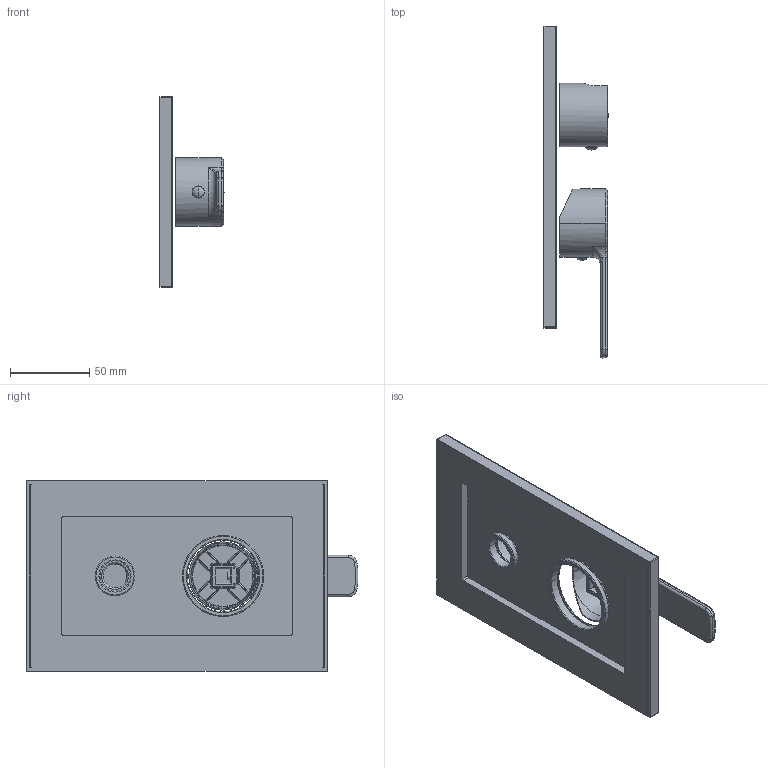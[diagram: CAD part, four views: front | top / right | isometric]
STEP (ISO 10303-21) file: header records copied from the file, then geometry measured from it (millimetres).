
FILE_DESCRIPTION((''),'2;1');
FILE_NAME('RED018CREST','2021-11-08T13:34:43',('ut3'),('PAFFONI SpA'),'CREO PARAMETRIC BY PTC INC, 2020044','CREO PARAMETRIC BY PTC INC, 2020044','');
FILE_SCHEMA(('CONFIG_CONTROL_DESIGN','SHAPE_APPEARANCE_LAYERS_GROUPS'));
Length unit declared in the file: millimetre
Products named in the file (1): RED018CREST
Bounding box: 40.35 x 208.91 x 120 mm (x, y, z)
Volume: 160304.2 mm3; surface area: 100958.6 mm2
Topology: 3 solids, 3 shells, 396 faces, 944 edges, 558 vertices
Faces by surface type: cylinder 144, plane 116, torus 42, bspline 38, sphere 33, cone 23
Entity records: 17097 total; most frequent: CARTESIAN_POINT 5316, DIRECTION 1878, ORIENTED_EDGE 1872, EDGE_CURVE 936, AXIS2_PLACEMENT_3D 744, VERTEX_POINT 558, EDGE_LOOP 432, FACE_OUTER_BOUND 396
